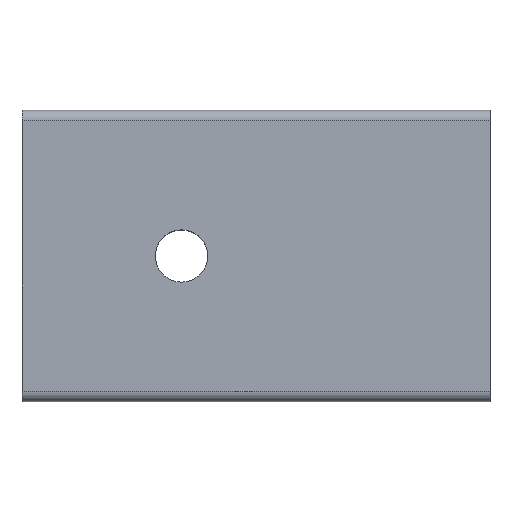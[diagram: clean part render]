
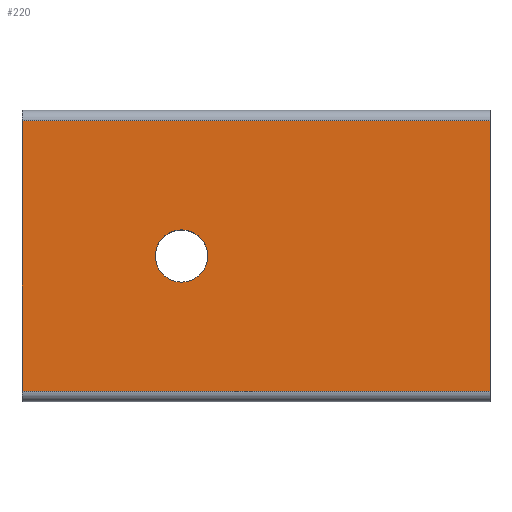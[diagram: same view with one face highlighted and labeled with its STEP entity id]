
A CAD part, top view. The second image highlights one B-rep face of the part: STEP entity #220.
In plain terms, the highlighted planar face has unit normal (0, 0, 1).
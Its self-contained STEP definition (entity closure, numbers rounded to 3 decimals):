
#15=FACE_BOUND('',#73,.T.);
#21=LINE('',#385,#34);
#23=LINE('',#398,#36);
#25=LINE('',#409,#38);
#32=LINE('',#423,#45);
#34=VECTOR('',#282,1000.);
#36=VECTOR('',#294,1000.);
#38=VECTOR('',#306,1000.);
#45=VECTOR('',#325,1000.);
#51=PLANE('',#264);
#60=FACE_OUTER_BOUND('',#72,.T.);
#72=EDGE_LOOP('',(#186,#187,#188,#189));
#73=EDGE_LOOP('',(#190));
#91=CIRCLE('',#265,1.23);
#98=VERTEX_POINT('',#383);
#99=VERTEX_POINT('',#384);
#104=VERTEX_POINT('',#396);
#105=VERTEX_POINT('',#397);
#111=VERTEX_POINT('',#424);
#118=EDGE_CURVE('',#98,#99,#21,.T.);
#124=EDGE_CURVE('',#104,#105,#23,.T.);
#130=EDGE_CURVE('',#98,#104,#25,.T.);
#138=EDGE_CURVE('',#99,#105,#32,.T.);
#139=EDGE_CURVE('',#111,#111,#91,.T.);
#186=ORIENTED_EDGE('',*,*,#124,.T.);
#187=ORIENTED_EDGE('',*,*,#138,.F.);
#188=ORIENTED_EDGE('',*,*,#118,.F.);
#189=ORIENTED_EDGE('',*,*,#130,.T.);
#190=ORIENTED_EDGE('',*,*,#139,.F.);
#220=ADVANCED_FACE('',(#60,#15),#51,.F.);
#264=AXIS2_PLACEMENT_3D('',#422,#323,#324);
#265=AXIS2_PLACEMENT_3D('',#425,#326,#327);
#282=DIRECTION('',(0.,-1.,0.));
#294=DIRECTION('',(0.,-1.,0.));
#306=DIRECTION('',(-1.,0.,0.));
#323=DIRECTION('center_axis',(0.,0.,-1.));
#324=DIRECTION('ref_axis',(-1.,0.,0.));
#325=DIRECTION('',(-1.,0.,0.));
#326=DIRECTION('center_axis',(0.,0.,1.));
#327=DIRECTION('ref_axis',(1.,0.,0.));
#383=CARTESIAN_POINT('',(14.5,6.35,0.));
#384=CARTESIAN_POINT('',(14.5,-6.35,0.));
#385=CARTESIAN_POINT('',(14.5,6.35,0.));
#396=CARTESIAN_POINT('',(-7.5,6.35,0.));
#397=CARTESIAN_POINT('',(-7.5,-6.35,0.));
#398=CARTESIAN_POINT('',(-7.5,6.35,0.));
#409=CARTESIAN_POINT('',(14.5,6.35,0.));
#422=CARTESIAN_POINT('Origin',(14.5,6.35,0.));
#423=CARTESIAN_POINT('',(14.5,-6.35,0.));
#424=CARTESIAN_POINT('',(-1.23,0.,0.));
#425=CARTESIAN_POINT('Origin',(0.,0.,0.));
